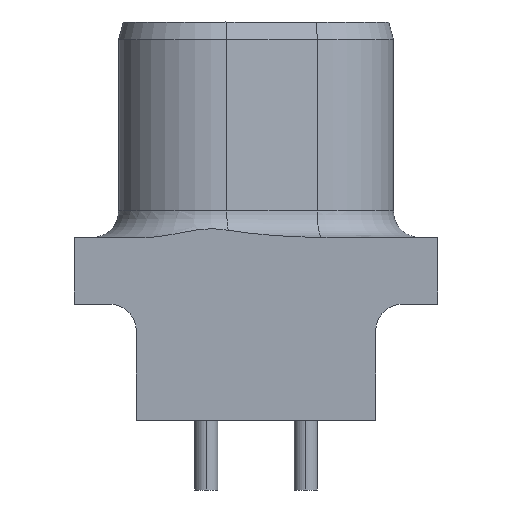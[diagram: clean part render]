
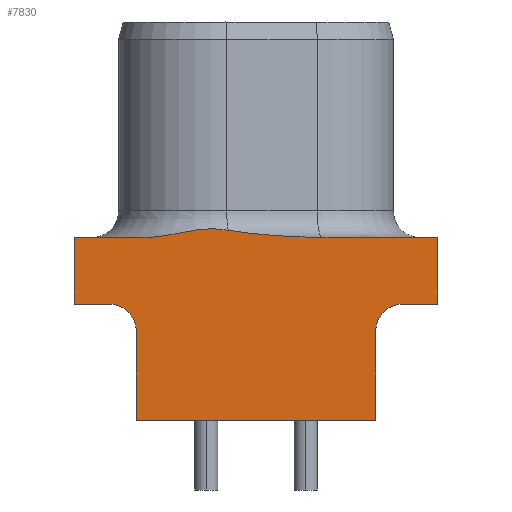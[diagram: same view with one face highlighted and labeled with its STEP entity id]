
A CAD part, left-side view. The second image highlights one B-rep face of the part: STEP entity #7830.
In plain terms, the highlighted planar face has unit normal (-1, 0, 0).
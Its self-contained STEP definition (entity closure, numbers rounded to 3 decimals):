
#6126 = VERTEX_POINT('',#6127);
#6127 = CARTESIAN_POINT('',(-8.4,-1.876,-6.17));
#6134 = EDGE_CURVE('',#6135,#6126,#6137,.T.);
#6135 = VERTEX_POINT('',#6136);
#6136 = CARTESIAN_POINT('',(-8.4,0.795,-5.963));
#6137 = ELLIPSE('',#6138,4.388,0.762);
#6138 = AXIS2_PLACEMENT_3D('',#6139,#6140,#6141);
#6139 = CARTESIAN_POINT('',(-8.4,-2.225,-5.41));
#6140 = DIRECTION('',(-1.,0.,0.));
#6141 = DIRECTION('',(0.,1.,0.));
#6160 = EDGE_CURVE('',#6135,#6161,#6163,.T.);
#6161 = VERTEX_POINT('',#6162);
#6162 = CARTESIAN_POINT('',(-8.4,3.178,-6.172));
#6163 = B_SPLINE_CURVE_WITH_KNOTS('',6,(#6164,#6165,#6166,#6167,#6168,
    #6169,#6170,#6171,#6172,#6173,#6174,#6175,#6176,#6177,#6178,#6179,
    #6180,#6181,#6182,#6183,#6184,#6185,#6186,#6187,#6188,#6189,#6190,
    #6191,#6192,#6193,#6194,#6195),.UNSPECIFIED.,.F.,.F.,(7,5,5,5,5,5,7)
  ,(0.,0.075,0.198,0.372,0.55,
    0.675,1.),.UNSPECIFIED.);
#6164 = CARTESIAN_POINT('',(-8.4,0.795,-5.963));
#6165 = CARTESIAN_POINT('',(-8.4,0.826,-5.958));
#6166 = CARTESIAN_POINT('',(-8.4,0.857,-5.953));
#6167 = CARTESIAN_POINT('',(-8.4,0.888,-5.948));
#6168 = CARTESIAN_POINT('',(-8.4,0.92,-5.944));
#6169 = CARTESIAN_POINT('',(-8.4,0.951,-5.94));
#6170 = CARTESIAN_POINT('',(-8.4,1.034,-5.931));
#6171 = CARTESIAN_POINT('',(-8.4,1.086,-5.926));
#6172 = CARTESIAN_POINT('',(-8.4,1.138,-5.922));
#6173 = CARTESIAN_POINT('',(-8.4,1.191,-5.919));
#6174 = CARTESIAN_POINT('',(-8.4,1.243,-5.918));
#6175 = CARTESIAN_POINT('',(-8.4,1.371,-5.918));
#6176 = CARTESIAN_POINT('',(-8.4,1.446,-5.921));
#6177 = CARTESIAN_POINT('',(-8.4,1.52,-5.926));
#6178 = CARTESIAN_POINT('',(-8.4,1.594,-5.934));
#6179 = CARTESIAN_POINT('',(-8.4,1.667,-5.943));
#6180 = CARTESIAN_POINT('',(-8.4,1.812,-5.965));
#6181 = CARTESIAN_POINT('',(-8.4,1.884,-5.978));
#6182 = CARTESIAN_POINT('',(-8.4,1.956,-5.991));
#6183 = CARTESIAN_POINT('',(-8.4,2.027,-6.005));
#6184 = CARTESIAN_POINT('',(-8.4,2.097,-6.02));
#6185 = CARTESIAN_POINT('',(-8.4,2.214,-6.044));
#6186 = CARTESIAN_POINT('',(-8.4,2.263,-6.054));
#6187 = CARTESIAN_POINT('',(-8.4,2.31,-6.064));
#6188 = CARTESIAN_POINT('',(-8.4,2.358,-6.073));
#6189 = CARTESIAN_POINT('',(-8.4,2.406,-6.083));
#6190 = CARTESIAN_POINT('',(-8.4,2.577,-6.115));
#6191 = CARTESIAN_POINT('',(-8.4,2.699,-6.136));
#6192 = CARTESIAN_POINT('',(-8.4,2.821,-6.153));
#6193 = CARTESIAN_POINT('',(-8.4,2.941,-6.166));
#6194 = CARTESIAN_POINT('',(-8.4,3.061,-6.172));
#6195 = CARTESIAN_POINT('',(-8.4,3.178,-6.172));
#6398 = VERTEX_POINT('',#6399);
#6399 = CARTESIAN_POINT('',(-8.4,-2.159,-6.172));
#6406 = EDGE_CURVE('',#6398,#6126,#6407,.T.);
#6407 = B_SPLINE_CURVE_WITH_KNOTS('',5,(#6408,#6409,#6410,#6411,#6412,
    #6413),.UNSPECIFIED.,.F.,.F.,(6,6),(0.,1.),
  .PIECEWISE_BEZIER_KNOTS.);
#6408 = CARTESIAN_POINT('',(-8.4,-2.159,-6.172));
#6409 = CARTESIAN_POINT('',(-8.4,-2.103,-6.172));
#6410 = CARTESIAN_POINT('',(-8.4,-2.047,-6.172));
#6411 = CARTESIAN_POINT('',(-8.4,-1.99,-6.171));
#6412 = CARTESIAN_POINT('',(-8.4,-1.933,-6.171));
#6413 = CARTESIAN_POINT('',(-8.4,-1.876,-6.17));
#7830 = ADVANCED_FACE('',(#7831),#7924,.T.);
#7831 = FACE_BOUND('',#7832,.F.);
#7832 = EDGE_LOOP('',(#7833,#7843,#7851,#7860,#7868,#7876,#7882,#7883,
    #7884,#7885,#7893,#7901,#7909,#7918));
#7833 = ORIENTED_EDGE('',*,*,#7834,.F.);
#7834 = EDGE_CURVE('',#7835,#7837,#7839,.T.);
#7835 = VERTEX_POINT('',#7836);
#7836 = CARTESIAN_POINT('',(-8.4,3.429,-11.405));
#7837 = VERTEX_POINT('',#7838);
#7838 = CARTESIAN_POINT('',(-8.4,-3.429,-11.405));
#7839 = LINE('',#7840,#7841);
#7840 = CARTESIAN_POINT('',(-8.4,-5.,-11.405));
#7841 = VECTOR('',#7842,1.);
#7842 = DIRECTION('',(-0.,-1.,-0.));
#7843 = ORIENTED_EDGE('',*,*,#7844,.F.);
#7844 = EDGE_CURVE('',#7845,#7835,#7847,.T.);
#7845 = VERTEX_POINT('',#7846);
#7846 = CARTESIAN_POINT('',(-8.4,3.429,-8.839));
#7847 = LINE('',#7848,#7849);
#7848 = CARTESIAN_POINT('',(-8.4,3.429,-7.));
#7849 = VECTOR('',#7850,1.);
#7850 = DIRECTION('',(0.,0.,-1.));
#7851 = ORIENTED_EDGE('',*,*,#7852,.F.);
#7852 = EDGE_CURVE('',#7853,#7845,#7855,.T.);
#7853 = VERTEX_POINT('',#7854);
#7854 = CARTESIAN_POINT('',(-8.4,4.191,-8.077));
#7855 = CIRCLE('',#7856,0.762);
#7856 = AXIS2_PLACEMENT_3D('',#7857,#7858,#7859);
#7857 = CARTESIAN_POINT('',(-8.4,4.191,-8.839));
#7858 = DIRECTION('',(1.,0.,-0.));
#7859 = DIRECTION('',(0.,0.,1.));
#7860 = ORIENTED_EDGE('',*,*,#7861,.F.);
#7861 = EDGE_CURVE('',#7862,#7853,#7864,.T.);
#7862 = VERTEX_POINT('',#7863);
#7863 = CARTESIAN_POINT('',(-8.4,5.207,-8.077));
#7864 = LINE('',#7865,#7866);
#7865 = CARTESIAN_POINT('',(-8.4,-3.,-8.077));
#7866 = VECTOR('',#7867,1.);
#7867 = DIRECTION('',(0.,-1.,0.));
#7868 = ORIENTED_EDGE('',*,*,#7869,.F.);
#7869 = EDGE_CURVE('',#7870,#7862,#7872,.T.);
#7870 = VERTEX_POINT('',#7871);
#7871 = CARTESIAN_POINT('',(-8.4,5.207,-6.172));
#7872 = LINE('',#7873,#7874);
#7873 = CARTESIAN_POINT('',(-8.4,5.207,-10.086));
#7874 = VECTOR('',#7875,1.);
#7875 = DIRECTION('',(0.,0.,-1.));
#7876 = ORIENTED_EDGE('',*,*,#7877,.T.);
#7877 = EDGE_CURVE('',#7870,#6161,#7878,.T.);
#7878 = LINE('',#7879,#7880);
#7879 = CARTESIAN_POINT('',(-8.4,-3.,-6.172));
#7880 = VECTOR('',#7881,1.);
#7881 = DIRECTION('',(0.,-1.,0.));
#7882 = ORIENTED_EDGE('',*,*,#6160,.F.);
#7883 = ORIENTED_EDGE('',*,*,#6134,.T.);
#7884 = ORIENTED_EDGE('',*,*,#6406,.F.);
#7885 = ORIENTED_EDGE('',*,*,#7886,.T.);
#7886 = EDGE_CURVE('',#6398,#7887,#7889,.T.);
#7887 = VERTEX_POINT('',#7888);
#7888 = CARTESIAN_POINT('',(-8.4,-5.207,-6.172));
#7889 = LINE('',#7890,#7891);
#7890 = CARTESIAN_POINT('',(-8.4,-3.,-6.172));
#7891 = VECTOR('',#7892,1.);
#7892 = DIRECTION('',(0.,-1.,0.));
#7893 = ORIENTED_EDGE('',*,*,#7894,.F.);
#7894 = EDGE_CURVE('',#7895,#7887,#7897,.T.);
#7895 = VERTEX_POINT('',#7896);
#7896 = CARTESIAN_POINT('',(-8.4,-5.207,-8.077));
#7897 = LINE('',#7898,#7899);
#7898 = CARTESIAN_POINT('',(-8.4,-5.207,-10.086));
#7899 = VECTOR('',#7900,1.);
#7900 = DIRECTION('',(0.,0.,1.));
#7901 = ORIENTED_EDGE('',*,*,#7902,.F.);
#7902 = EDGE_CURVE('',#7903,#7895,#7905,.T.);
#7903 = VERTEX_POINT('',#7904);
#7904 = CARTESIAN_POINT('',(-8.4,-4.191,-8.077));
#7905 = LINE('',#7906,#7907);
#7906 = CARTESIAN_POINT('',(-8.4,-3.,-8.077));
#7907 = VECTOR('',#7908,1.);
#7908 = DIRECTION('',(0.,-1.,0.));
#7909 = ORIENTED_EDGE('',*,*,#7910,.T.);
#7910 = EDGE_CURVE('',#7903,#7911,#7913,.T.);
#7911 = VERTEX_POINT('',#7912);
#7912 = CARTESIAN_POINT('',(-8.4,-3.429,-8.839));
#7913 = CIRCLE('',#7914,0.762);
#7914 = AXIS2_PLACEMENT_3D('',#7915,#7916,#7917);
#7915 = CARTESIAN_POINT('',(-8.4,-4.191,-8.839));
#7916 = DIRECTION('',(-1.,0.,0.));
#7917 = DIRECTION('',(0.,0.,1.));
#7918 = ORIENTED_EDGE('',*,*,#7919,.T.);
#7919 = EDGE_CURVE('',#7911,#7837,#7920,.T.);
#7920 = LINE('',#7921,#7922);
#7921 = CARTESIAN_POINT('',(-8.4,-3.429,-7.));
#7922 = VECTOR('',#7923,1.);
#7923 = DIRECTION('',(0.,0.,-1.));
#7924 = PLANE('',#7925);
#7925 = AXIS2_PLACEMENT_3D('',#7926,#7927,#7928);
#7926 = CARTESIAN_POINT('',(-8.4,-6.,-14.));
#7927 = DIRECTION('',(-1.,-0.,-0.));
#7928 = DIRECTION('',(0.,0.,-1.));
